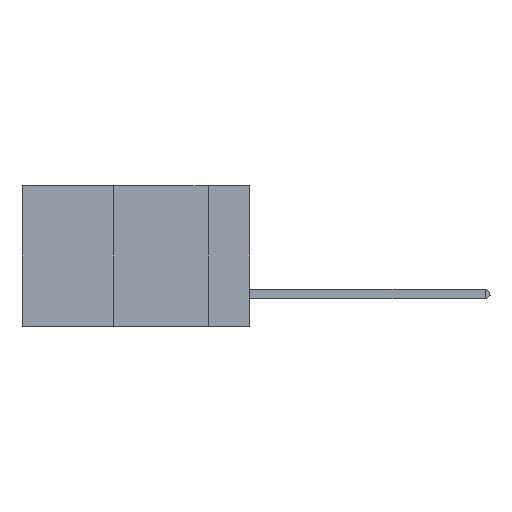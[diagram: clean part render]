
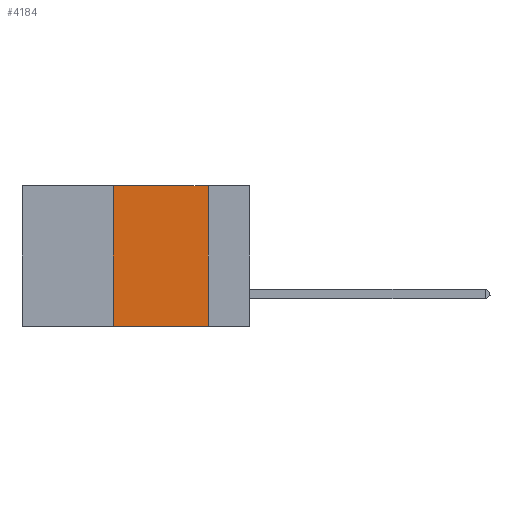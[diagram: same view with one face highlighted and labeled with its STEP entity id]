
A CAD part, left-side view. The second image highlights one B-rep face of the part: STEP entity #4184.
In plain terms, the highlighted planar face has unit normal (-1, 0, 0).
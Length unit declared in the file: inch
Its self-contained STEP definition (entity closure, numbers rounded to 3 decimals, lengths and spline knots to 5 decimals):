
#958 = ORIENTED_EDGE ( 'NONE', *, *, #34394, .F. ) ;
#4184 = ADVANCED_FACE ( 'NONE', ( #47380 ), #8222, .F. ) ;
#4499 = CARTESIAN_POINT ( 'NONE',  ( 0., 0.6, 0. ) ) ;
#5451 = DIRECTION ( 'NONE',  ( 0., -1., 0. ) ) ;
#5711 = VERTEX_POINT ( 'NONE', #27460 ) ;
#6035 = EDGE_CURVE ( 'NONE', #24640, #37990, #40167, .T. ) ;
#7498 = VERTEX_POINT ( 'NONE', #9385 ) ;
#8222 = PLANE ( 'NONE',  #23283 ) ;
#9385 = CARTESIAN_POINT ( 'NONE',  ( 0., 0.11, -0.37 ) ) ;
#11765 = DIRECTION ( 'NONE',  ( 1., 0., 0. ) ) ;
#16275 = EDGE_LOOP ( 'NONE', ( #19057, #33506, #958, #26199 ) ) ;
#16577 = CARTESIAN_POINT ( 'NONE',  ( 0., 0.6, -0.37 ) ) ;
#19057 = ORIENTED_EDGE ( 'NONE', *, *, #38829, .F. ) ;
#20801 = DIRECTION ( 'NONE',  ( 0., -1., 0. ) ) ;
#21141 = CARTESIAN_POINT ( 'NONE',  ( 0., 0.6, 0. ) ) ;
#22115 = CARTESIAN_POINT ( 'NONE',  ( 0., 0.11, 0. ) ) ;
#23283 = AXIS2_PLACEMENT_3D ( 'NONE', #4499, #11765, #41424 ) ;
#24120 = DIRECTION ( 'NONE',  ( 0., 0., -1. ) ) ;
#24640 = VERTEX_POINT ( 'NONE', #33683 ) ;
#25660 = LINE ( 'NONE', #42307, #27948 ) ;
#26199 = ORIENTED_EDGE ( 'NONE', *, *, #38176, .T. ) ;
#27460 = CARTESIAN_POINT ( 'NONE',  ( 0., 0.36, -0.37 ) ) ;
#27948 = VECTOR ( 'NONE', #24120, 39.37008 ) ;
#28907 = CARTESIAN_POINT ( 'NONE',  ( 0., 0.36, 0. ) ) ;
#30330 = VECTOR ( 'NONE', #20801, 39.37008 ) ;
#33506 = ORIENTED_EDGE ( 'NONE', *, *, #6035, .F. ) ;
#33683 = CARTESIAN_POINT ( 'NONE',  ( 0., 0.36, 0. ) ) ;
#34324 = VECTOR ( 'NONE', #5451, 39.37008 ) ;
#34394 = EDGE_CURVE ( 'NONE', #5711, #24640, #34899, .T. ) ;
#34899 = LINE ( 'NONE', #28907, #44172 ) ;
#37990 = VERTEX_POINT ( 'NONE', #22115 ) ;
#38176 = EDGE_CURVE ( 'NONE', #5711, #7498, #44136, .T. ) ;
#38829 = EDGE_CURVE ( 'NONE', #37990, #7498, #25660, .T. ) ;
#40167 = LINE ( 'NONE', #21141, #30330 ) ;
#40208 = DIRECTION ( 'NONE',  ( 0., 0., 1. ) ) ;
#41424 = DIRECTION ( 'NONE',  ( 0., 0., -1. ) ) ;
#42307 = CARTESIAN_POINT ( 'NONE',  ( 0., 0.11, 0. ) ) ;
#44136 = LINE ( 'NONE', #16577, #34324 ) ;
#44172 = VECTOR ( 'NONE', #40208, 39.37008 ) ;
#47380 = FACE_OUTER_BOUND ( 'NONE', #16275, .T. ) ;
